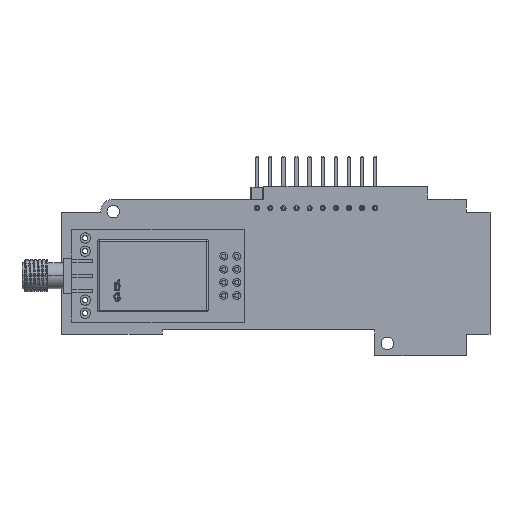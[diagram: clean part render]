
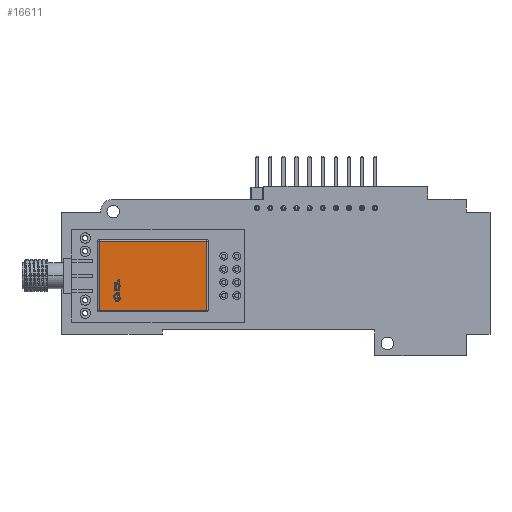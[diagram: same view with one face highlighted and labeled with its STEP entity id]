
A CAD part, top view. The second image highlights one B-rep face of the part: STEP entity #16611.
In plain terms, the highlighted planar face has unit normal (0, 0, 1).
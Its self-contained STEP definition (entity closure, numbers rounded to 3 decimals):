
#16372 = CYLINDRICAL_SURFACE('',#16373,0.3);
#16373 = AXIS2_PLACEMENT_3D('',#16374,#16375,#16376);
#16374 = CARTESIAN_POINT('',(-6.7,0.,3.5));
#16375 = DIRECTION('',(0.,1.,0.));
#16376 = DIRECTION('',(-1.,0.,0.));
#16448 = CYLINDRICAL_SURFACE('',#16449,0.3);
#16449 = AXIS2_PLACEMENT_3D('',#16450,#16451,#16452);
#16450 = CARTESIAN_POINT('',(0.,-9.4,3.5));
#16451 = DIRECTION('',(-1.,0.,-0.));
#16452 = DIRECTION('',(0.,0.,1.));
#16502 = CYLINDRICAL_SURFACE('',#16503,0.3);
#16503 = AXIS2_PLACEMENT_3D('',#16504,#16505,#16506);
#16504 = CARTESIAN_POINT('',(6.7,0.,3.5));
#16505 = DIRECTION('',(0.,-1.,0.));
#16506 = DIRECTION('',(1.,0.,0.));
#16578 = CYLINDRICAL_SURFACE('',#16579,0.3);
#16579 = AXIS2_PLACEMENT_3D('',#16580,#16581,#16582);
#16580 = CARTESIAN_POINT('',(0.,11.4,3.5));
#16581 = DIRECTION('',(1.,0.,0.));
#16582 = DIRECTION('',(0.,0.,-1.));
#16611 = ADVANCED_FACE('',(#16612),#16626,.T.);
#16612 = FACE_BOUND('',#16613,.T.);
#16613 = EDGE_LOOP('',(#16614,#16644,#16667,#16690));
#16614 = ORIENTED_EDGE('',*,*,#16615,.T.);
#16615 = EDGE_CURVE('',#16616,#16618,#16620,.T.);
#16616 = VERTEX_POINT('',#16617);
#16617 = CARTESIAN_POINT('',(6.7,-9.4,3.8));
#16618 = VERTEX_POINT('',#16619);
#16619 = CARTESIAN_POINT('',(6.7,11.4,3.8));
#16620 = SURFACE_CURVE('',#16621,(#16625,#16637),.PCURVE_S1.);
#16621 = LINE('',#16622,#16623);
#16622 = CARTESIAN_POINT('',(6.7,11.7,3.8));
#16623 = VECTOR('',#16624,1.);
#16624 = DIRECTION('',(0.,1.,-0.));
#16625 = PCURVE('',#16626,#16631);
#16626 = PLANE('',#16627);
#16627 = AXIS2_PLACEMENT_3D('',#16628,#16629,#16630);
#16628 = CARTESIAN_POINT('',(0.,0.,3.8));
#16629 = DIRECTION('',(-0.,0.,1.));
#16630 = DIRECTION('',(1.,0.,0.));
#16631 = DEFINITIONAL_REPRESENTATION('',(#16632),#16636);
#16632 = LINE('',#16633,#16634);
#16633 = CARTESIAN_POINT('',(6.7,11.7));
#16634 = VECTOR('',#16635,1.);
#16635 = DIRECTION('',(0.,1.));
#16636 = ( GEOMETRIC_REPRESENTATION_CONTEXT(2) 
PARAMETRIC_REPRESENTATION_CONTEXT() REPRESENTATION_CONTEXT('2D SPACE',''
  ) );
#16637 = PCURVE('',#16502,#16638);
#16638 = DEFINITIONAL_REPRESENTATION('',(#16639),#16643);
#16639 = LINE('',#16640,#16641);
#16640 = CARTESIAN_POINT('',(1.571,-11.7));
#16641 = VECTOR('',#16642,1.);
#16642 = DIRECTION('',(0.,-1.));
#16643 = ( GEOMETRIC_REPRESENTATION_CONTEXT(2) 
PARAMETRIC_REPRESENTATION_CONTEXT() REPRESENTATION_CONTEXT('2D SPACE',''
  ) );
#16644 = ORIENTED_EDGE('',*,*,#16645,.T.);
#16645 = EDGE_CURVE('',#16618,#16646,#16648,.T.);
#16646 = VERTEX_POINT('',#16647);
#16647 = CARTESIAN_POINT('',(-6.7,11.4,3.8));
#16648 = SURFACE_CURVE('',#16649,(#16653,#16660),.PCURVE_S1.);
#16649 = LINE('',#16650,#16651);
#16650 = CARTESIAN_POINT('',(-7.,11.4,3.8));
#16651 = VECTOR('',#16652,1.);
#16652 = DIRECTION('',(-1.,0.,0.));
#16653 = PCURVE('',#16626,#16654);
#16654 = DEFINITIONAL_REPRESENTATION('',(#16655),#16659);
#16655 = LINE('',#16656,#16657);
#16656 = CARTESIAN_POINT('',(-7.,11.4));
#16657 = VECTOR('',#16658,1.);
#16658 = DIRECTION('',(-1.,0.));
#16659 = ( GEOMETRIC_REPRESENTATION_CONTEXT(2) 
PARAMETRIC_REPRESENTATION_CONTEXT() REPRESENTATION_CONTEXT('2D SPACE',''
  ) );
#16660 = PCURVE('',#16578,#16661);
#16661 = DEFINITIONAL_REPRESENTATION('',(#16662),#16666);
#16662 = LINE('',#16663,#16664);
#16663 = CARTESIAN_POINT('',(3.142,-7.));
#16664 = VECTOR('',#16665,1.);
#16665 = DIRECTION('',(0.,-1.));
#16666 = ( GEOMETRIC_REPRESENTATION_CONTEXT(2) 
PARAMETRIC_REPRESENTATION_CONTEXT() REPRESENTATION_CONTEXT('2D SPACE',''
  ) );
#16667 = ORIENTED_EDGE('',*,*,#16668,.T.);
#16668 = EDGE_CURVE('',#16646,#16669,#16671,.T.);
#16669 = VERTEX_POINT('',#16670);
#16670 = CARTESIAN_POINT('',(-6.7,-9.4,3.8));
#16671 = SURFACE_CURVE('',#16672,(#16676,#16683),.PCURVE_S1.);
#16672 = LINE('',#16673,#16674);
#16673 = CARTESIAN_POINT('',(-6.7,-9.7,3.8));
#16674 = VECTOR('',#16675,1.);
#16675 = DIRECTION('',(0.,-1.,0.));
#16676 = PCURVE('',#16626,#16677);
#16677 = DEFINITIONAL_REPRESENTATION('',(#16678),#16682);
#16678 = LINE('',#16679,#16680);
#16679 = CARTESIAN_POINT('',(-6.7,-9.7));
#16680 = VECTOR('',#16681,1.);
#16681 = DIRECTION('',(0.,-1.));
#16682 = ( GEOMETRIC_REPRESENTATION_CONTEXT(2) 
PARAMETRIC_REPRESENTATION_CONTEXT() REPRESENTATION_CONTEXT('2D SPACE',''
  ) );
#16683 = PCURVE('',#16372,#16684);
#16684 = DEFINITIONAL_REPRESENTATION('',(#16685),#16689);
#16685 = LINE('',#16686,#16687);
#16686 = CARTESIAN_POINT('',(1.571,-9.7));
#16687 = VECTOR('',#16688,1.);
#16688 = DIRECTION('',(0.,-1.));
#16689 = ( GEOMETRIC_REPRESENTATION_CONTEXT(2) 
PARAMETRIC_REPRESENTATION_CONTEXT() REPRESENTATION_CONTEXT('2D SPACE',''
  ) );
#16690 = ORIENTED_EDGE('',*,*,#16691,.T.);
#16691 = EDGE_CURVE('',#16669,#16616,#16692,.T.);
#16692 = SURFACE_CURVE('',#16693,(#16697,#16704),.PCURVE_S1.);
#16693 = LINE('',#16694,#16695);
#16694 = CARTESIAN_POINT('',(7.,-9.4,3.8));
#16695 = VECTOR('',#16696,1.);
#16696 = DIRECTION('',(1.,-0.,0.));
#16697 = PCURVE('',#16626,#16698);
#16698 = DEFINITIONAL_REPRESENTATION('',(#16699),#16703);
#16699 = LINE('',#16700,#16701);
#16700 = CARTESIAN_POINT('',(7.,-9.4));
#16701 = VECTOR('',#16702,1.);
#16702 = DIRECTION('',(1.,0.));
#16703 = ( GEOMETRIC_REPRESENTATION_CONTEXT(2) 
PARAMETRIC_REPRESENTATION_CONTEXT() REPRESENTATION_CONTEXT('2D SPACE',''
  ) );
#16704 = PCURVE('',#16448,#16705);
#16705 = DEFINITIONAL_REPRESENTATION('',(#16706),#16710);
#16706 = LINE('',#16707,#16708);
#16707 = CARTESIAN_POINT('',(6.283,-7.));
#16708 = VECTOR('',#16709,1.);
#16709 = DIRECTION('',(0.,-1.));
#16710 = ( GEOMETRIC_REPRESENTATION_CONTEXT(2) 
PARAMETRIC_REPRESENTATION_CONTEXT() REPRESENTATION_CONTEXT('2D SPACE',''
  ) );
